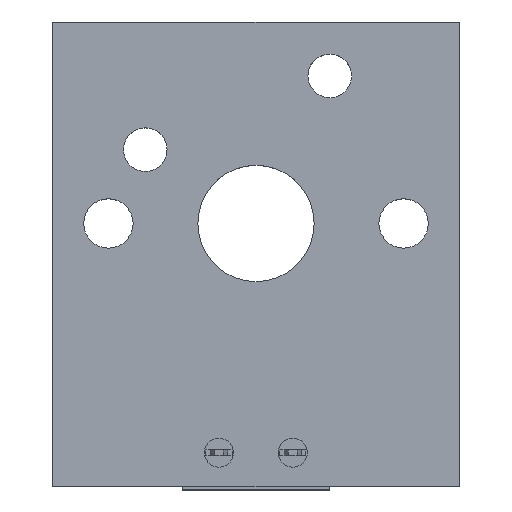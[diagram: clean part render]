
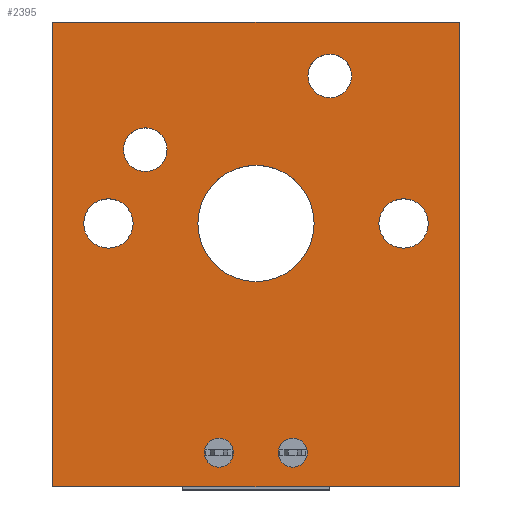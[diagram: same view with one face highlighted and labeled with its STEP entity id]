
A CAD part, top view. The second image highlights one B-rep face of the part: STEP entity #2395.
In plain terms, the highlighted planar face has unit normal (0, 0, 1).
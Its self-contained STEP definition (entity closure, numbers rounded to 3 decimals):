
#2206 = VERTEX_POINT('',#2207);
#2207 = CARTESIAN_POINT('',(7.,8.2,1.6));
#2213 = EDGE_CURVE('',#2206,#2214,#2216,.T.);
#2214 = VERTEX_POINT('',#2215);
#2215 = CARTESIAN_POINT('',(-7.,8.2,1.6));
#2216 = LINE('',#2217,#2218);
#2217 = CARTESIAN_POINT('',(7.,8.2,1.6));
#2218 = VECTOR('',#2219,1.);
#2219 = DIRECTION('',(-1.,0.,0.));
#2246 = VERTEX_POINT('',#2247);
#2247 = CARTESIAN_POINT('',(7.,24.2,1.6));
#2253 = EDGE_CURVE('',#2246,#2206,#2254,.T.);
#2254 = LINE('',#2255,#2256);
#2255 = CARTESIAN_POINT('',(7.,24.2,1.6));
#2256 = VECTOR('',#2257,1.);
#2257 = DIRECTION('',(0.,-1.,0.));
#2275 = EDGE_CURVE('',#2214,#2276,#2278,.T.);
#2276 = VERTEX_POINT('',#2277);
#2277 = CARTESIAN_POINT('',(-7.,24.2,1.6));
#2278 = LINE('',#2279,#2280);
#2279 = CARTESIAN_POINT('',(-7.,8.2,1.6));
#2280 = VECTOR('',#2281,1.);
#2281 = DIRECTION('',(0.,1.,0.));
#2395 = ADVANCED_FACE('',(#2396,#2407,#2418,#2429,#2440,#2451,#2462,
    #2473),#2484,.F.);
#2396 = FACE_BOUND('',#2397,.F.);
#2397 = EDGE_LOOP('',(#2398,#2399,#2400,#2406));
#2398 = ORIENTED_EDGE('',*,*,#2213,.T.);
#2399 = ORIENTED_EDGE('',*,*,#2275,.T.);
#2400 = ORIENTED_EDGE('',*,*,#2401,.T.);
#2401 = EDGE_CURVE('',#2276,#2246,#2402,.T.);
#2402 = LINE('',#2403,#2404);
#2403 = CARTESIAN_POINT('',(-7.,24.2,1.6));
#2404 = VECTOR('',#2405,1.);
#2405 = DIRECTION('',(1.,0.,0.));
#2406 = ORIENTED_EDGE('',*,*,#2253,.T.);
#2407 = FACE_BOUND('',#2408,.F.);
#2408 = EDGE_LOOP('',(#2409));
#2409 = ORIENTED_EDGE('',*,*,#2410,.F.);
#2410 = EDGE_CURVE('',#2411,#2411,#2413,.T.);
#2411 = VERTEX_POINT('',#2412);
#2412 = CARTESIAN_POINT('',(1.265,8.875,1.6));
#2413 = CIRCLE('',#2414,0.5);
#2414 = AXIS2_PLACEMENT_3D('',#2415,#2416,#2417);
#2415 = CARTESIAN_POINT('',(1.265,9.375,1.6));
#2416 = DIRECTION('',(-0.,0.,-1.));
#2417 = DIRECTION('',(-0.,-1.,0.));
#2418 = FACE_BOUND('',#2419,.F.);
#2419 = EDGE_LOOP('',(#2420));
#2420 = ORIENTED_EDGE('',*,*,#2421,.F.);
#2421 = EDGE_CURVE('',#2422,#2422,#2424,.T.);
#2422 = VERTEX_POINT('',#2423);
#2423 = CARTESIAN_POINT('',(-1.275,8.875,1.6));
#2424 = CIRCLE('',#2425,0.5);
#2425 = AXIS2_PLACEMENT_3D('',#2426,#2427,#2428);
#2426 = CARTESIAN_POINT('',(-1.275,9.375,1.6));
#2427 = DIRECTION('',(-0.,0.,-1.));
#2428 = DIRECTION('',(-0.,-1.,0.));
#2429 = FACE_BOUND('',#2430,.F.);
#2430 = EDGE_LOOP('',(#2431));
#2431 = ORIENTED_EDGE('',*,*,#2432,.F.);
#2432 = EDGE_CURVE('',#2433,#2433,#2435,.T.);
#2433 = VERTEX_POINT('',#2434);
#2434 = CARTESIAN_POINT('',(5.08,16.415,1.6));
#2435 = CIRCLE('',#2436,0.85);
#2436 = AXIS2_PLACEMENT_3D('',#2437,#2438,#2439);
#2437 = CARTESIAN_POINT('',(5.08,17.265,1.6));
#2438 = DIRECTION('',(-0.,0.,-1.));
#2439 = DIRECTION('',(-0.,-1.,0.));
#2440 = FACE_BOUND('',#2441,.F.);
#2441 = EDGE_LOOP('',(#2442));
#2442 = ORIENTED_EDGE('',*,*,#2443,.F.);
#2443 = EDGE_CURVE('',#2444,#2444,#2446,.T.);
#2444 = VERTEX_POINT('',#2445);
#2445 = CARTESIAN_POINT('',(2.54,21.595,1.6));
#2446 = CIRCLE('',#2447,0.75);
#2447 = AXIS2_PLACEMENT_3D('',#2448,#2449,#2450);
#2448 = CARTESIAN_POINT('',(2.54,22.345,1.6));
#2449 = DIRECTION('',(-0.,0.,-1.));
#2450 = DIRECTION('',(-0.,-1.,0.));
#2451 = FACE_BOUND('',#2452,.F.);
#2452 = EDGE_LOOP('',(#2453));
#2453 = ORIENTED_EDGE('',*,*,#2454,.F.);
#2454 = EDGE_CURVE('',#2455,#2455,#2457,.T.);
#2455 = VERTEX_POINT('',#2456);
#2456 = CARTESIAN_POINT('',(0.,15.265,1.6));
#2457 = CIRCLE('',#2458,2.);
#2458 = AXIS2_PLACEMENT_3D('',#2459,#2460,#2461);
#2459 = CARTESIAN_POINT('',(0.,17.265,1.6));
#2460 = DIRECTION('',(-0.,0.,-1.));
#2461 = DIRECTION('',(0.,-1.,-0.));
#2462 = FACE_BOUND('',#2463,.F.);
#2463 = EDGE_LOOP('',(#2464));
#2464 = ORIENTED_EDGE('',*,*,#2465,.F.);
#2465 = EDGE_CURVE('',#2466,#2466,#2468,.T.);
#2466 = VERTEX_POINT('',#2467);
#2467 = CARTESIAN_POINT('',(-5.08,16.415,1.6));
#2468 = CIRCLE('',#2469,0.85);
#2469 = AXIS2_PLACEMENT_3D('',#2470,#2471,#2472);
#2470 = CARTESIAN_POINT('',(-5.08,17.265,1.6));
#2471 = DIRECTION('',(-0.,0.,-1.));
#2472 = DIRECTION('',(-0.,-1.,0.));
#2473 = FACE_BOUND('',#2474,.F.);
#2474 = EDGE_LOOP('',(#2475));
#2475 = ORIENTED_EDGE('',*,*,#2476,.F.);
#2476 = EDGE_CURVE('',#2477,#2477,#2479,.T.);
#2477 = VERTEX_POINT('',#2478);
#2478 = CARTESIAN_POINT('',(-3.81,19.055,1.6));
#2479 = CIRCLE('',#2480,0.75);
#2480 = AXIS2_PLACEMENT_3D('',#2481,#2482,#2483);
#2481 = CARTESIAN_POINT('',(-3.81,19.805,1.6));
#2482 = DIRECTION('',(-0.,0.,-1.));
#2483 = DIRECTION('',(0.,-1.,0.));
#2484 = PLANE('',#2485);
#2485 = AXIS2_PLACEMENT_3D('',#2486,#2487,#2488);
#2486 = CARTESIAN_POINT('',(0.,16.2,1.6));
#2487 = DIRECTION('',(-0.,-0.,-1.));
#2488 = DIRECTION('',(-1.,0.,0.));
